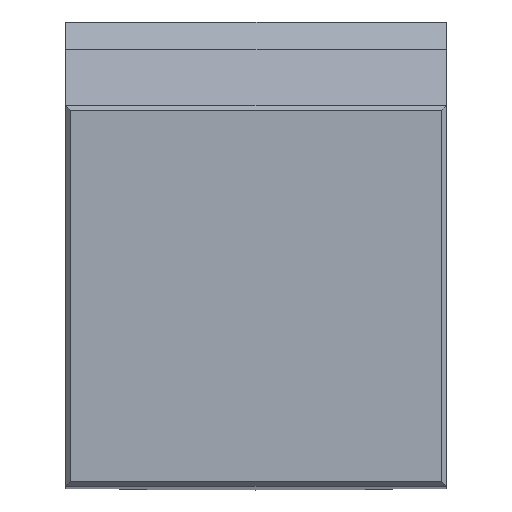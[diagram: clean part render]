
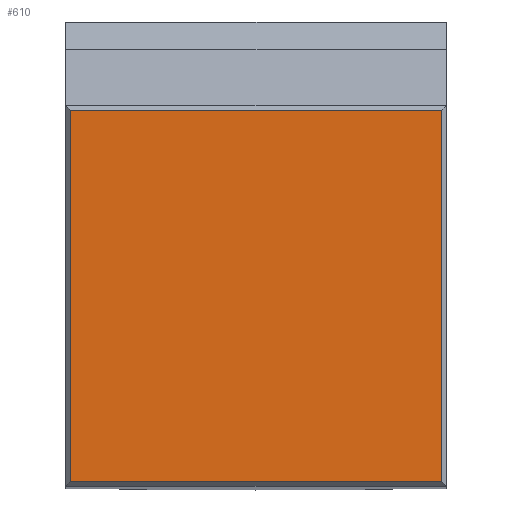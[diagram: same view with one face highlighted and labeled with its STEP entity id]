
A CAD part, top view. The second image highlights one B-rep face of the part: STEP entity #610.
In plain terms, the highlighted planar face has unit normal (0, 0, 1).
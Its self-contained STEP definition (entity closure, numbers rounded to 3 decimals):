
#65=DIRECTION('',(-1.,0.,0.));
#66=VECTOR('',#65,39.);
#67=CARTESIAN_POINT('',(-0.5,39.5,0.));
#68=LINE('',#67,#66);
#72=DIRECTION('',(0.,1.,0.));
#73=VECTOR('',#72,39.);
#74=CARTESIAN_POINT('',(-0.5,0.5,0.));
#75=LINE('',#74,#73);
#79=DIRECTION('',(1.,0.,0.));
#80=VECTOR('',#79,39.);
#81=CARTESIAN_POINT('',(-39.5,0.5,0.));
#82=LINE('',#81,#80);
#86=DIRECTION('',(0.,-1.,0.));
#87=VECTOR('',#86,39.);
#88=CARTESIAN_POINT('',(-39.5,39.5,0.));
#89=LINE('',#88,#87);
#524=CARTESIAN_POINT('',(-0.5,39.5,0.));
#525=CARTESIAN_POINT('',(-39.5,39.5,0.));
#526=VERTEX_POINT('',#524);
#527=VERTEX_POINT('',#525);
#534=CARTESIAN_POINT('',(-0.5,0.5,0.));
#535=VERTEX_POINT('',#534);
#538=CARTESIAN_POINT('',(-39.5,0.5,0.));
#539=VERTEX_POINT('',#538);
#595=CARTESIAN_POINT('',(0.,0.,0.));
#596=DIRECTION('',(0.,0.,-1.));
#597=DIRECTION('',(0.,1.,0.));
#598=AXIS2_PLACEMENT_3D('',#595,#596,#597);
#599=PLANE('',#598);
#601=ORIENTED_EDGE('',*,*,#600,.F.);
#603=ORIENTED_EDGE('',*,*,#602,.F.);
#605=ORIENTED_EDGE('',*,*,#604,.F.);
#607=ORIENTED_EDGE('',*,*,#606,.F.);
#608=EDGE_LOOP('',(#601,#603,#605,#607));
#609=FACE_OUTER_BOUND('',#608,.F.);
#600=EDGE_CURVE('',#526,#527,#68,.T.);
#602=EDGE_CURVE('',#535,#526,#75,.T.);
#604=EDGE_CURVE('',#539,#535,#82,.T.);
#606=EDGE_CURVE('',#527,#539,#89,.T.);
#610=ADVANCED_FACE('',(#609),#599,.F.);
